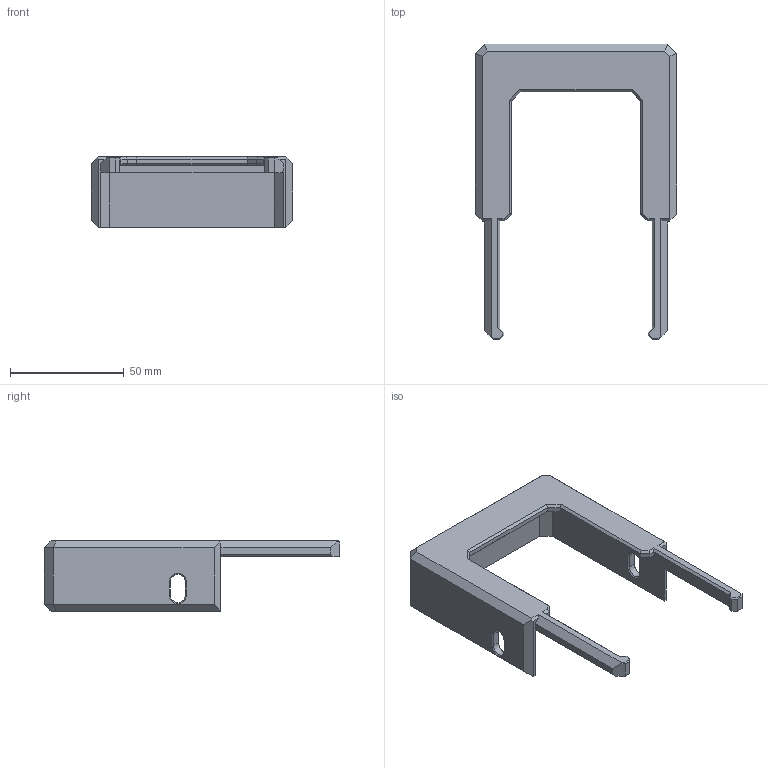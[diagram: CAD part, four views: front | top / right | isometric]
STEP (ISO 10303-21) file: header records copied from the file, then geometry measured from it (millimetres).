
FILE_DESCRIPTION(/* description */ ('Unknown'),/* implementation_level */ '2;1');
FILE_NAME(/* name */ 'filmDigitizer_135_filmCarrier_lightBox_lightClamp_V2',/* time_stamp */ '2024-05-09T14:40:09-04:00',/* author */ ('Unknown'),/* organization */ ('Unknown'),/* preprocessor_version */ 'ST-DEVELOPER v18.1',/* originating_system */ 'Solid Edge',/* authorisation */ 'Unknown');
FILE_SCHEMA (('AUTOMOTIVE_DESIGN {1 0 10303 214 3 1 1}'));
Length unit declared in the file: millimetre
Products named in the file (2): filmDigitizer_135_filmCarrier_V2; filmDigitizer_135_filmCarrier_lightBox_lightClamp_V2
Assembly tree (1 placements, depth 2):
  filmDigitizer_135_filmCarrier_V2
    filmDigitizer_135_filmCarrier_lightBox_lightClamp_V2
Bounding box: 88.5 x 130 x 31 mm (x, y, z)
Volume: 46525.9 mm3; surface area: 23035.1 mm2
Topology: 1 solids, 1 shells, 112 faces, 278 edges, 168 vertices
Faces by surface type: plane 100, cone 8, cylinder 4
Entity records: 3259 total; most frequent: CARTESIAN_POINT 560, ORIENTED_EDGE 556, DIRECTION 522, EDGE_CURVE 278, LINE 262, VECTOR 262, VERTEX_POINT 168, AXIS2_PLACEMENT_3D 130
